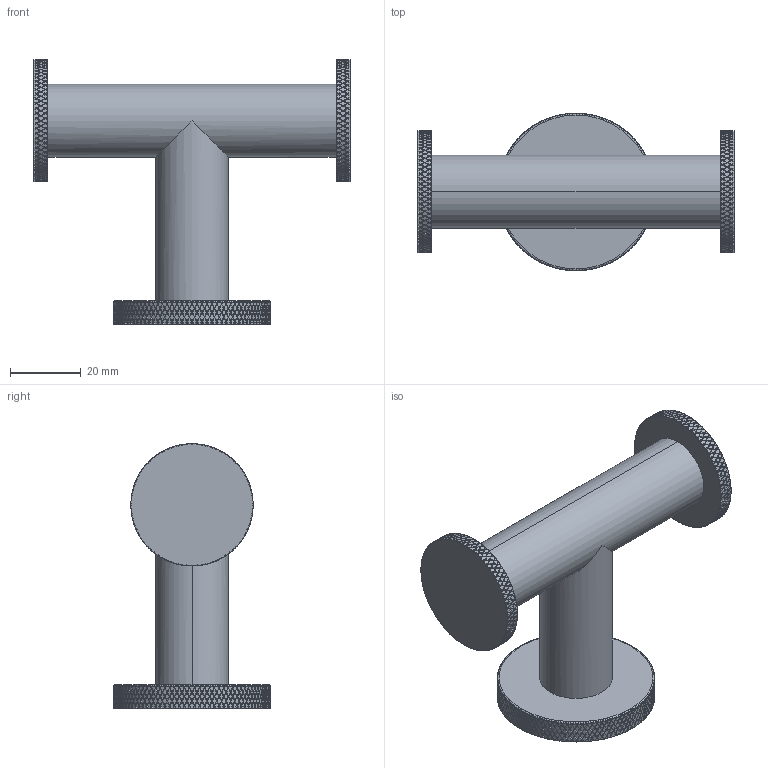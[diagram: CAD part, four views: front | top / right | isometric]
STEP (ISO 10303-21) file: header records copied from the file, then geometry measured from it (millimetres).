
FILE_DESCRIPTION((''),'2;1');
FILE_NAME('3290-1660','2021-09-21T16:22:18',('jinson.thomas'),(''),'CREO PARAMETRIC BY PTC INC, 2018400','CREO PARAMETRIC BY PTC INC, 2018400','');
FILE_SCHEMA(('CONFIG_CONTROL_DESIGN'));
Length unit declared in the file: inch
Products named in the file (1): 3290-1660
Bounding box: 89.28 x 44.45 x 74.65 mm (x, y, z)
Volume: 58659.1 mm3; surface area: 15845.9 mm2
Topology: 1 solids, 1 shells, 6242 faces, 13981 edges, 7744 vertices
Faces by surface type: bspline 4784, cylinder 1450, plane 6, torus 2
Entity records: 253314 total; most frequent: CARTESIAN_POINT 157204, ORIENTED_EDGE 27962, EDGE_CURVE 13981, B_SPLINE_CURVE_WITH_KNOTS 12964, VERTEX_POINT 7744, EDGE_LOOP 6245, FACE_OUTER_BOUND 6242, ADVANCED_FACE 6242
